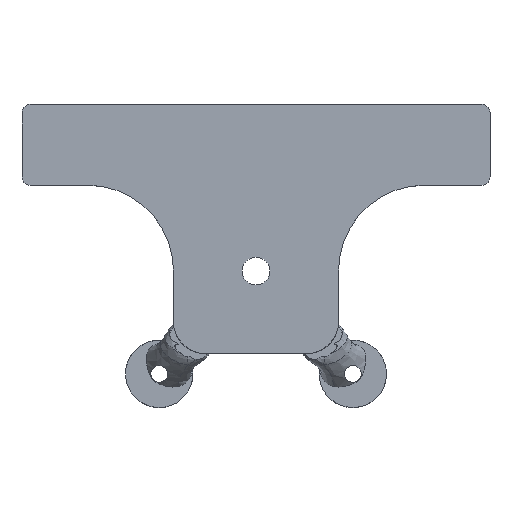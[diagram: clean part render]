
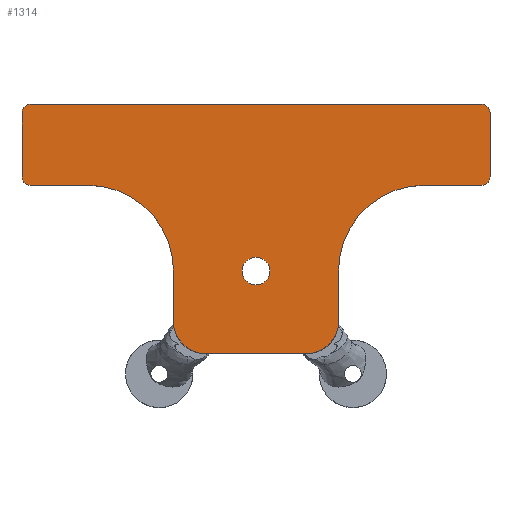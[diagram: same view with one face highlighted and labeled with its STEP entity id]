
A CAD part, top view. The second image highlights one B-rep face of the part: STEP entity #1314.
In plain terms, the highlighted planar face has unit normal (0, 0, 1).
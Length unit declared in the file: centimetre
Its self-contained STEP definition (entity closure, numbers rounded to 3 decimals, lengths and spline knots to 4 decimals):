
#76=FACE_BOUND('',#410,.T.);
#95=LINE('',#4723,#146);
#96=LINE('',#4727,#147);
#97=LINE('',#4731,#148);
#98=LINE('',#4735,#149);
#99=LINE('',#4739,#150);
#100=LINE('',#4743,#151);
#101=LINE('',#4747,#152);
#102=LINE('',#4750,#153);
#146=VECTOR('',#1608,1.);
#147=VECTOR('',#1611,1.);
#148=VECTOR('',#1614,1.);
#149=VECTOR('',#1617,1.);
#150=VECTOR('',#1620,1.);
#151=VECTOR('',#1623,1.);
#152=VECTOR('',#1626,1.);
#153=VECTOR('',#1629,1.);
#320=FACE_OUTER_BOUND('',#409,.T.);
#409=EDGE_LOOP('',(#1020,#1021,#1022,#1023,#1024,#1025,#1026,#1027,#1028,
#1029,#1030,#1031,#1032,#1033,#1034,#1035));
#410=EDGE_LOOP('',(#1036));
#489=CIRCLE('',#1430,0.1);
#490=CIRCLE('',#1431,1.02);
#491=CIRCLE('',#1432,0.38);
#492=CIRCLE('',#1433,0.38);
#493=CIRCLE('',#1434,1.02);
#494=CIRCLE('',#1435,0.1);
#495=CIRCLE('',#1436,0.1);
#496=CIRCLE('',#1437,0.1);
#497=CIRCLE('',#1438,0.165);
#589=VERTEX_POINT('',#4719);
#590=VERTEX_POINT('',#4720);
#591=VERTEX_POINT('',#4722);
#592=VERTEX_POINT('',#4724);
#593=VERTEX_POINT('',#4726);
#594=VERTEX_POINT('',#4728);
#595=VERTEX_POINT('',#4730);
#596=VERTEX_POINT('',#4732);
#597=VERTEX_POINT('',#4734);
#598=VERTEX_POINT('',#4736);
#599=VERTEX_POINT('',#4738);
#600=VERTEX_POINT('',#4740);
#601=VERTEX_POINT('',#4742);
#602=VERTEX_POINT('',#4744);
#603=VERTEX_POINT('',#4746);
#604=VERTEX_POINT('',#4748);
#605=VERTEX_POINT('',#4751);
#752=EDGE_CURVE('',#589,#590,#489,.T.);
#753=EDGE_CURVE('',#589,#591,#95,.T.);
#754=EDGE_CURVE('',#591,#592,#490,.T.);
#755=EDGE_CURVE('',#592,#593,#96,.T.);
#756=EDGE_CURVE('',#593,#594,#491,.T.);
#757=EDGE_CURVE('',#594,#595,#97,.T.);
#758=EDGE_CURVE('',#595,#596,#492,.T.);
#759=EDGE_CURVE('',#596,#597,#98,.T.);
#760=EDGE_CURVE('',#597,#598,#493,.T.);
#761=EDGE_CURVE('',#598,#599,#99,.T.);
#762=EDGE_CURVE('',#600,#599,#494,.T.);
#763=EDGE_CURVE('',#600,#601,#100,.T.);
#764=EDGE_CURVE('',#602,#601,#495,.T.);
#765=EDGE_CURVE('',#602,#603,#101,.T.);
#766=EDGE_CURVE('',#604,#603,#496,.T.);
#767=EDGE_CURVE('',#604,#590,#102,.T.);
#768=EDGE_CURVE('',#605,#605,#497,.T.);
#1020=ORIENTED_EDGE('',*,*,#752,.F.);
#1021=ORIENTED_EDGE('',*,*,#753,.T.);
#1022=ORIENTED_EDGE('',*,*,#754,.T.);
#1023=ORIENTED_EDGE('',*,*,#755,.T.);
#1024=ORIENTED_EDGE('',*,*,#756,.T.);
#1025=ORIENTED_EDGE('',*,*,#757,.T.);
#1026=ORIENTED_EDGE('',*,*,#758,.T.);
#1027=ORIENTED_EDGE('',*,*,#759,.T.);
#1028=ORIENTED_EDGE('',*,*,#760,.T.);
#1029=ORIENTED_EDGE('',*,*,#761,.T.);
#1030=ORIENTED_EDGE('',*,*,#762,.F.);
#1031=ORIENTED_EDGE('',*,*,#763,.T.);
#1032=ORIENTED_EDGE('',*,*,#764,.F.);
#1033=ORIENTED_EDGE('',*,*,#765,.T.);
#1034=ORIENTED_EDGE('',*,*,#766,.F.);
#1035=ORIENTED_EDGE('',*,*,#767,.T.);
#1036=ORIENTED_EDGE('',*,*,#768,.T.);
#1261=PLANE('',#1429);
#1314=ADVANCED_FACE('',(#320,#76),#1261,.T.);
#1429=AXIS2_PLACEMENT_3D('',#4718,#1604,#1605);
#1430=AXIS2_PLACEMENT_3D('',#4721,#1606,#1607);
#1431=AXIS2_PLACEMENT_3D('',#4725,#1609,#1610);
#1432=AXIS2_PLACEMENT_3D('',#4729,#1612,#1613);
#1433=AXIS2_PLACEMENT_3D('',#4733,#1615,#1616);
#1434=AXIS2_PLACEMENT_3D('',#4737,#1618,#1619);
#1435=AXIS2_PLACEMENT_3D('',#4741,#1621,#1622);
#1436=AXIS2_PLACEMENT_3D('',#4745,#1624,#1625);
#1437=AXIS2_PLACEMENT_3D('',#4749,#1627,#1628);
#1438=AXIS2_PLACEMENT_3D('',#4752,#1630,#1631);
#1604=DIRECTION('center_axis',(0.,0.,1.));
#1605=DIRECTION('ref_axis',(1.,0.,0.));
#1606=DIRECTION('center_axis',(0.,0.,-1.));
#1607=DIRECTION('ref_axis',(-0.707,-0.707,0.));
#1608=DIRECTION('',(1.,0.,0.));
#1609=DIRECTION('center_axis',(0.,0.,-1.));
#1610=DIRECTION('ref_axis',(1.,0.,0.));
#1611=DIRECTION('',(0.,-1.,0.));
#1612=DIRECTION('center_axis',(0.,0.,1.));
#1613=DIRECTION('ref_axis',(-1.,0.,0.));
#1614=DIRECTION('',(1.,0.,0.));
#1615=DIRECTION('center_axis',(0.,0.,1.));
#1616=DIRECTION('ref_axis',(0.,-1.,0.));
#1617=DIRECTION('',(0.,1.,0.));
#1618=DIRECTION('center_axis',(0.,0.,-1.));
#1619=DIRECTION('ref_axis',(0.,1.,0.));
#1620=DIRECTION('',(1.,0.,0.));
#1621=DIRECTION('center_axis',(0.,0.,-1.));
#1622=DIRECTION('ref_axis',(0.707,-0.707,0.));
#1623=DIRECTION('',(0.,1.,0.));
#1624=DIRECTION('center_axis',(0.,0.,-1.));
#1625=DIRECTION('ref_axis',(0.707,0.707,0.));
#1626=DIRECTION('',(-1.,0.,0.));
#1627=DIRECTION('center_axis',(0.,0.,-1.));
#1628=DIRECTION('ref_axis',(-0.707,0.707,0.));
#1629=DIRECTION('',(0.,-1.,0.));
#1630=DIRECTION('center_axis',(0.,0.,-1.));
#1631=DIRECTION('ref_axis',(1.,0.,0.));
#4718=CARTESIAN_POINT('Origin',(0.05,0.49,0.3));
#4719=CARTESIAN_POINT('',(-2.63,1.01,0.3));
#4720=CARTESIAN_POINT('',(-2.73,1.11,0.3));
#4721=CARTESIAN_POINT('Origin',(-2.63,1.11,0.3));
#4722=CARTESIAN_POINT('',(-1.95,1.01,0.3));
#4723=CARTESIAN_POINT('',(-2.73,1.01,0.3));
#4724=CARTESIAN_POINT('',(-0.93,-0.01,0.3));
#4725=CARTESIAN_POINT('Origin',(-1.95,-0.01,0.3));
#4726=CARTESIAN_POINT('',(-0.93,-0.61,0.3));
#4727=CARTESIAN_POINT('',(-0.93,-0.61,0.3));
#4728=CARTESIAN_POINT('',(-0.55,-0.99,0.3));
#4729=CARTESIAN_POINT('Origin',(-0.55,-0.61,0.3));
#4730=CARTESIAN_POINT('',(0.65,-0.99,0.3));
#4731=CARTESIAN_POINT('',(0.65,-0.99,0.3));
#4732=CARTESIAN_POINT('',(1.03,-0.61,0.3));
#4733=CARTESIAN_POINT('Origin',(0.65,-0.61,0.3));
#4734=CARTESIAN_POINT('',(1.03,-0.01,0.3));
#4735=CARTESIAN_POINT('',(1.03,-0.01,0.3));
#4736=CARTESIAN_POINT('',(2.05,1.01,0.3));
#4737=CARTESIAN_POINT('Origin',(2.05,-0.01,0.3));
#4738=CARTESIAN_POINT('',(2.73,1.01,0.3));
#4739=CARTESIAN_POINT('',(2.83,1.01,0.3));
#4740=CARTESIAN_POINT('',(2.83,1.11,0.3));
#4741=CARTESIAN_POINT('Origin',(2.73,1.11,0.3));
#4742=CARTESIAN_POINT('',(2.83,1.87,0.3));
#4743=CARTESIAN_POINT('',(2.83,1.97,0.3));
#4744=CARTESIAN_POINT('',(2.73,1.97,0.3));
#4745=CARTESIAN_POINT('Origin',(2.73,1.87,0.3));
#4746=CARTESIAN_POINT('',(-2.63,1.97,0.3));
#4747=CARTESIAN_POINT('',(-2.73,1.97,0.3));
#4748=CARTESIAN_POINT('',(-2.73,1.87,0.3));
#4749=CARTESIAN_POINT('Origin',(-2.63,1.87,0.3));
#4750=CARTESIAN_POINT('',(-2.73,1.97,0.3));
#4751=CARTESIAN_POINT('',(-0.115,-0.01,0.3));
#4752=CARTESIAN_POINT('Origin',(0.05,-0.01,
0.3));
